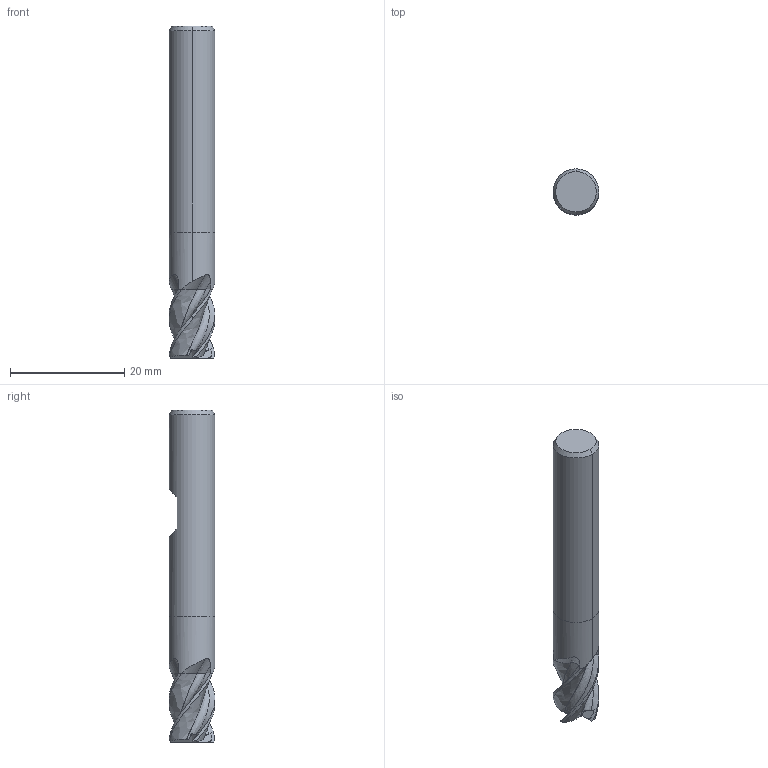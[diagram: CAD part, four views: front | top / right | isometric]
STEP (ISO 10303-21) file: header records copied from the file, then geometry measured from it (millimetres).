
FILE_DESCRIPTION(('no description'),'unknown implementation level');
FILE_NAME('BCU1-M01-0204-8-Detail.stp',' ',('CIMSOURCE GmbH'),('CADClick - KiM GmbH - www.kimweb.de'),'unknown preprocess','ACIS','unknown authorization');
FILE_SCHEMA(('automotive_design'));
Length unit declared in the file: millimetre
Products named in the file (2): NOCUT; CUT
Bounding box: 8 x 8 x 58 mm (x, y, z)
Volume: 2561.4 mm3; surface area: 1638.7 mm2
Topology: 2 solids, 2 shells, 79 faces, 211 edges, 137 vertices
Faces by surface type: plane 27, bspline 20, revolution 16, cone 12, cylinder 4
Entity records: 10504 total; most frequent: CARTESIAN_POINT 6347, STYLED_ITEM 429, PRESENTATION_STYLE_ASSIGNMENT 429, COLOUR_RGB 429, ORIENTED_EDGE 422, DIRECTION 267, EDGE_CURVE 211, CURVE_STYLE 211
